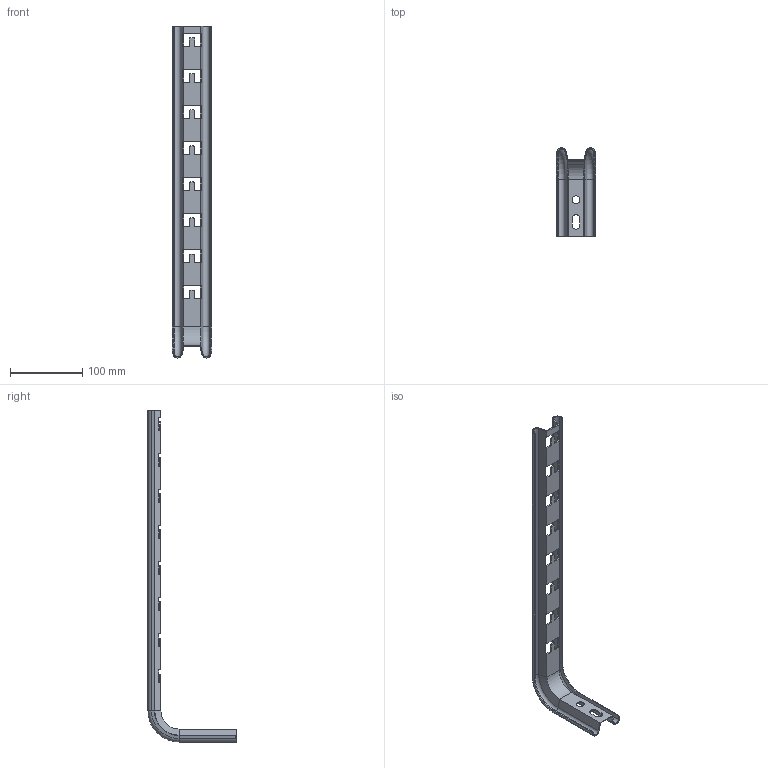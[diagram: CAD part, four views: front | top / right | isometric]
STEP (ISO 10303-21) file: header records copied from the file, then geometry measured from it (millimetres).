
FILE_DESCRIPTION (( 'STEP AP203' ), '1' );
FILE_NAME ('CLW10-VÑEF-400 Êîíñîëü VÑEF 400.STEP', '2016-04-13T12:11:42', ( '' ), ( '' ), 'SwSTEP 2.0', 'SolidWorks 2014', '' );
FILE_SCHEMA (( 'CONFIG_CONTROL_DESIGN' ));
Length unit declared in the file: millimetre
Products named in the file (1): CLW10-VÑEF-400 Êîíñîëü VÑEF 400
Bounding box: 55 x 121.98 x 459.98 mm (x, y, z)
Volume: 66298.6 mm3; surface area: 91801 mm2
Topology: 1 solids, 1 shells, 155 faces, 475 edges, 306 vertices
Faces by surface type: plane 108, cylinder 33, cone 10, torus 4
Full cylindrical faces by diameter (mm): 11 x1
Entity records: 5343 total; most frequent: ORIENTED_EDGE 948, CARTESIAN_POINT 936, DIRECTION 864, EDGE_CURVE 474, VECTOR 396, LINE 396, VERTEX_POINT 306, AXIS2_PLACEMENT_3D 234
